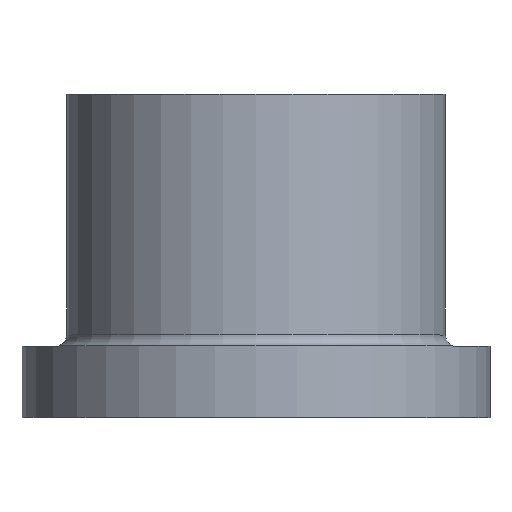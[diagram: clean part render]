
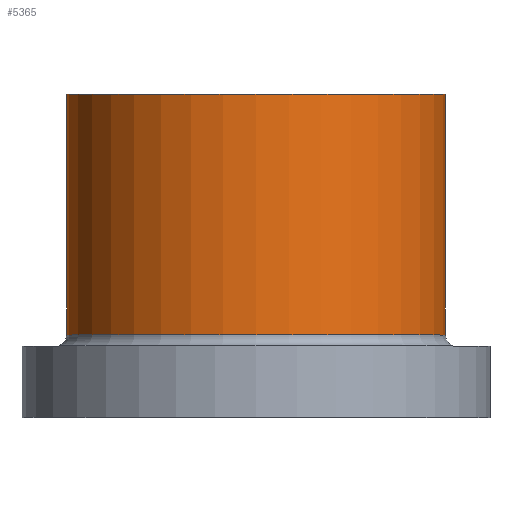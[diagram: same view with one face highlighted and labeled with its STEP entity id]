
A CAD part, top view. The second image highlights one B-rep face of the part: STEP entity #5365.
In plain terms, the highlighted cylindrical face has radius 8.5 mm (diameter 17 mm), a partial arc.
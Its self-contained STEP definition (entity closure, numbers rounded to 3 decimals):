
#202 = LINE ( 'NONE', #7125, #9851 ) ;
#511 = CARTESIAN_POINT ( 'NONE',  ( -8.5, 14.5, 0. ) ) ;
#897 = VECTOR ( 'NONE', #7000, 1000. ) ;
#1299 = DIRECTION ( 'NONE',  ( 1., 0., 0. ) ) ;
#1460 = CARTESIAN_POINT ( 'NONE',  ( 8.5, 14.5, 0. ) ) ;
#1786 = LINE ( 'NONE', #8003, #897 ) ;
#2228 = ORIENTED_EDGE ( 'NONE', *, *, #6645, .T. ) ;
#2713 = ORIENTED_EDGE ( 'NONE', *, *, #11310, .T. ) ;
#3407 = CARTESIAN_POINT ( 'NONE',  ( 0., 14.5, 0. ) ) ;
#4302 = CARTESIAN_POINT ( 'NONE',  ( 0., 3.7, 0. ) ) ;
#4316 = CIRCLE ( 'NONE', #7003, 8.5 ) ;
#4417 = CARTESIAN_POINT ( 'NONE',  ( 8.5, 3.7, 0. ) ) ;
#4868 = ORIENTED_EDGE ( 'NONE', *, *, #7020, .F. ) ;
#5143 = CIRCLE ( 'NONE', #7606, 8.5 ) ;
#5178 = AXIS2_PLACEMENT_3D ( 'NONE', #3407, #7116, #11719 ) ;
#5302 = DIRECTION ( 'NONE',  ( 0., 1., 0. ) ) ;
#5365 = ADVANCED_FACE ( 'NONE', ( #11633 ), #12066, .T. ) ;
#5607 = VERTEX_POINT ( 'NONE', #1460 ) ;
#5667 = VERTEX_POINT ( 'NONE', #4417 ) ;
#5698 = CARTESIAN_POINT ( 'NONE',  ( 0., 14.5, 0. ) ) ;
#6645 = EDGE_CURVE ( 'NONE', #5667, #5607, #202, .T. ) ;
#7000 = DIRECTION ( 'NONE',  ( 0., 1., 0. ) ) ;
#7003 = AXIS2_PLACEMENT_3D ( 'NONE', #5698, #11139, #11089 ) ;
#7020 = EDGE_CURVE ( 'NONE', #10077, #5607, #4316, .T. ) ;
#7037 = CARTESIAN_POINT ( 'NONE',  ( -8.5, 3.7, 0. ) ) ;
#7116 = DIRECTION ( 'NONE',  ( 0., 1., 0. ) ) ;
#7125 = CARTESIAN_POINT ( 'NONE',  ( 8.5, 14.5, 0. ) ) ;
#7606 = AXIS2_PLACEMENT_3D ( 'NONE', #4302, #8971, #1299 ) ;
#8003 = CARTESIAN_POINT ( 'NONE',  ( -8.5, 14.5, 0. ) ) ;
#8971 = DIRECTION ( 'NONE',  ( 0., 1., 0. ) ) ;
#9804 = EDGE_LOOP ( 'NONE', ( #2713, #2228, #4868, #11607 ) ) ;
#9851 = VECTOR ( 'NONE', #5302, 1000. ) ;
#10037 = EDGE_CURVE ( 'NONE', #10169, #10077, #1786, .T. ) ;
#10077 = VERTEX_POINT ( 'NONE', #511 ) ;
#10169 = VERTEX_POINT ( 'NONE', #7037 ) ;
#11089 = DIRECTION ( 'NONE',  ( -1., 0., 0. ) ) ;
#11139 = DIRECTION ( 'NONE',  ( 0., 1., 0. ) ) ;
#11310 = EDGE_CURVE ( 'NONE', #10169, #5667, #5143, .T. ) ;
#11607 = ORIENTED_EDGE ( 'NONE', *, *, #10037, .F. ) ;
#11633 = FACE_OUTER_BOUND ( 'NONE', #9804, .T. ) ;
#11719 = DIRECTION ( 'NONE',  ( -1., 0., 0. ) ) ;
#12066 = CYLINDRICAL_SURFACE ( 'NONE', #5178, 8.5 ) ;
